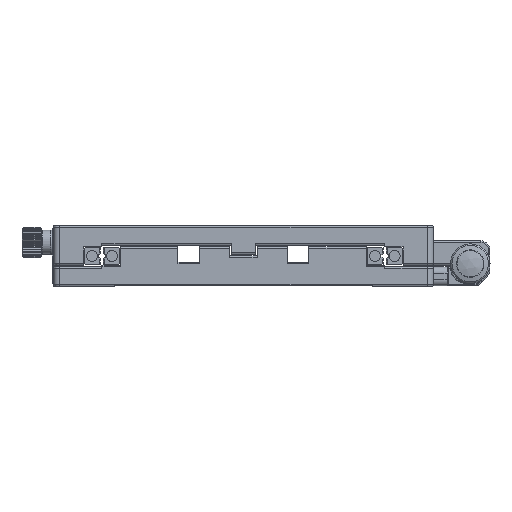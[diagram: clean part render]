
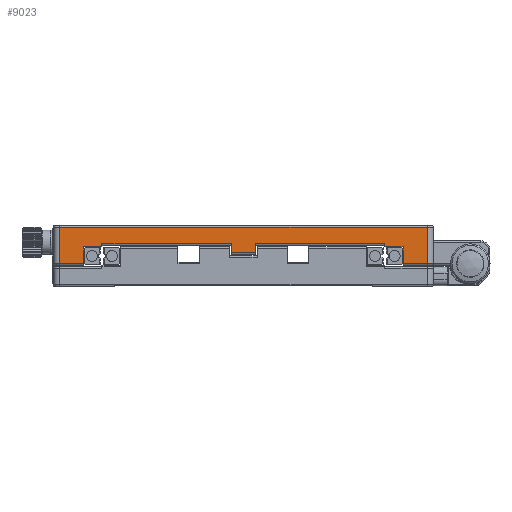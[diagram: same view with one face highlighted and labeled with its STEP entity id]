
A CAD part, front view. The second image highlights one B-rep face of the part: STEP entity #9023.
In plain terms, the highlighted planar face has unit normal (0, -1, 0).
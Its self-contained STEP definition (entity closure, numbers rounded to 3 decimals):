
#10 = VECTOR ( 'NONE', #18824, 1000. ) ;
#46 = LINE ( 'NONE', #24142, #5015 ) ;
#558 = VECTOR ( 'NONE', #29376, 1000. ) ;
#1357 = VECTOR ( 'NONE', #17520, 1000. ) ;
#1512 = VERTEX_POINT ( 'NONE', #5021 ) ;
#2232 = ORIENTED_EDGE ( 'NONE', *, *, #7159, .F. ) ;
#2772 = EDGE_CURVE ( 'NONE', #16550, #27746, #27976, .T. ) ;
#2913 = ORIENTED_EDGE ( 'NONE', *, *, #26648, .T. ) ;
#2998 = CARTESIAN_POINT ( 'NONE',  ( -4., -62.5, 11. ) ) ;
#3545 = CARTESIAN_POINT ( 'NONE',  ( 4., -62.5, 14. ) ) ;
#3625 = CARTESIAN_POINT ( 'NONE',  ( 52.5, -62.5, 13. ) ) ;
#3860 = VERTEX_POINT ( 'NONE', #21362 ) ;
#4057 = ORIENTED_EDGE ( 'NONE', *, *, #4491, .T. ) ;
#4350 = CARTESIAN_POINT ( 'NONE',  ( -52.5, -62.5, 13. ) ) ;
#4372 = VERTEX_POINT ( 'NONE', #3545 ) ;
#4491 = EDGE_CURVE ( 'NONE', #20056, #20798, #4830, .T. ) ;
#4665 = LINE ( 'NONE', #19852, #1357 ) ;
#4775 = VECTOR ( 'NONE', #7748, 1000. ) ;
#4830 = LINE ( 'NONE', #9606, #31612 ) ;
#5015 = VECTOR ( 'NONE', #5226, 1000. ) ;
#5021 = CARTESIAN_POINT ( 'NONE',  ( -60.5, -62.5, 7.5 ) ) ;
#5075 = DIRECTION ( 'NONE',  ( 0., 1., 0. ) ) ;
#5158 = EDGE_CURVE ( 'NONE', #14159, #30884, #4665, .T. ) ;
#5226 = DIRECTION ( 'NONE',  ( 1., 0., 0. ) ) ;
#5794 = ORIENTED_EDGE ( 'NONE', *, *, #9406, .T. ) ;
#5949 = LINE ( 'NONE', #24355, #31452 ) ;
#5953 = CARTESIAN_POINT ( 'NONE',  ( -4., -62.5, 14. ) ) ;
#6224 = ORIENTED_EDGE ( 'NONE', *, *, #2772, .F. ) ;
#6251 = DIRECTION ( 'NONE',  ( -1., 0., 0. ) ) ;
#6255 = CARTESIAN_POINT ( 'NONE',  ( 52.5, -62.5, 13. ) ) ;
#6647 = CARTESIAN_POINT ( 'NONE',  ( 46.5, -62.5, 14. ) ) ;
#7092 = CARTESIAN_POINT ( 'NONE',  ( 46.5, -62.5, 139.159 ) ) ;
#7159 = EDGE_CURVE ( 'NONE', #27746, #14159, #23672, .T. ) ;
#7267 = VERTEX_POINT ( 'NONE', #3625 ) ;
#7596 = VECTOR ( 'NONE', #8620, 1000. ) ;
#7608 = DIRECTION ( 'NONE',  ( 0., 0., -1. ) ) ;
#7617 = EDGE_CURVE ( 'NONE', #4372, #28805, #34049, .T. ) ;
#7748 = DIRECTION ( 'NONE',  ( 1., 0., 0. ) ) ;
#8224 = CARTESIAN_POINT ( 'NONE',  ( 46.5, -62.5, 14. ) ) ;
#8444 = CARTESIAN_POINT ( 'NONE',  ( -40.5, -62.5, 13. ) ) ;
#8620 = DIRECTION ( 'NONE',  ( 1., 0., 0. ) ) ;
#9023 = ADVANCED_FACE ( 'NONE', ( #9202 ), #15704, .F. ) ;
#9202 = FACE_OUTER_BOUND ( 'NONE', #12994, .T. ) ;
#9349 = ORIENTED_EDGE ( 'NONE', *, *, #12042, .T. ) ;
#9406 = EDGE_CURVE ( 'NONE', #34331, #24707, #30511, .T. ) ;
#9549 = VERTEX_POINT ( 'NONE', #17911 ) ;
#9600 = CARTESIAN_POINT ( 'NONE',  ( 60.5, -62.5, 7. ) ) ;
#9606 = CARTESIAN_POINT ( 'NONE',  ( 4., -62.5, 11. ) ) ;
#10045 = EDGE_CURVE ( 'NONE', #28805, #12863, #17434, .T. ) ;
#10225 = VECTOR ( 'NONE', #7608, 1000. ) ;
#10887 = CARTESIAN_POINT ( 'NONE',  ( -60.5, -62.5, 19.5 ) ) ;
#12042 = EDGE_CURVE ( 'NONE', #16550, #9549, #12230, .T. ) ;
#12230 = LINE ( 'NONE', #5953, #7596 ) ;
#12636 = CARTESIAN_POINT ( 'NONE',  ( 60.5, -62.5, 7.5 ) ) ;
#12793 = EDGE_CURVE ( 'NONE', #7267, #3860, #25675, .T. ) ;
#12844 = CARTESIAN_POINT ( 'NONE',  ( -60.5, -62.5, 7. ) ) ;
#12863 = VERTEX_POINT ( 'NONE', #28037 ) ;
#12994 = EDGE_LOOP ( 'NONE', ( #31374, #16822, #21188, #2232, #6224, #9349, #19977, #4057, #33289, #32973, #32281, #16208, #22695, #33594, #5794, #2913 ) ) ;
#13777 = EDGE_CURVE ( 'NONE', #7267, #12863, #26803, .T. ) ;
#14159 = VERTEX_POINT ( 'NONE', #4350 ) ;
#14474 = VECTOR ( 'NONE', #24667, 1000. ) ;
#14589 = LINE ( 'NONE', #27965, #31334 ) ;
#14811 = EDGE_CURVE ( 'NONE', #3860, #34331, #46, .T. ) ;
#15094 = LINE ( 'NONE', #18552, #558 ) ;
#15704 = PLANE ( 'NONE',  #26892 ) ;
#15948 = VECTOR ( 'NONE', #27632, 1000. ) ;
#16208 = ORIENTED_EDGE ( 'NONE', *, *, #13777, .F. ) ;
#16550 = VERTEX_POINT ( 'NONE', #32520 ) ;
#16822 = ORIENTED_EDGE ( 'NONE', *, *, #33322, .T. ) ;
#17055 = VECTOR ( 'NONE', #31538, 1000. ) ;
#17434 = LINE ( 'NONE', #7092, #29539 ) ;
#17520 = DIRECTION ( 'NONE',  ( 0., 0., -1. ) ) ;
#17911 = CARTESIAN_POINT ( 'NONE',  ( -4., -62.5, 14. ) ) ;
#18552 = CARTESIAN_POINT ( 'NONE',  ( -4., -62.5, 13.5 ) ) ;
#18824 = DIRECTION ( 'NONE',  ( 0., 0., -1. ) ) ;
#19503 = DIRECTION ( 'NONE',  ( 0., 0., -1. ) ) ;
#19852 = CARTESIAN_POINT ( 'NONE',  ( -52.5, -62.5, 13. ) ) ;
#19977 = ORIENTED_EDGE ( 'NONE', *, *, #26469, .F. ) ;
#20056 = VERTEX_POINT ( 'NONE', #2998 ) ;
#20539 = DIRECTION ( 'NONE',  ( 0., 0., -1. ) ) ;
#20798 = VERTEX_POINT ( 'NONE', #31918 ) ;
#21188 = ORIENTED_EDGE ( 'NONE', *, *, #5158, .F. ) ;
#21362 = CARTESIAN_POINT ( 'NONE',  ( 52.5, -62.5, 7.5 ) ) ;
#21694 = DIRECTION ( 'NONE',  ( 1., 0., 0. ) ) ;
#22609 = CARTESIAN_POINT ( 'NONE',  ( -46.5, -62.5, 13. ) ) ;
#22695 = ORIENTED_EDGE ( 'NONE', *, *, #12793, .T. ) ;
#23287 = LINE ( 'NONE', #12844, #17055 ) ;
#23669 = EDGE_CURVE ( 'NONE', #4372, #20798, #28382, .T. ) ;
#23672 = LINE ( 'NONE', #8444, #14474 ) ;
#24142 = CARTESIAN_POINT ( 'NONE',  ( 60.5, -62.5, 7.5 ) ) ;
#24355 = CARTESIAN_POINT ( 'NONE',  ( -52.5, -62.5, 7.5 ) ) ;
#24667 = DIRECTION ( 'NONE',  ( -1., 0., 0. ) ) ;
#24707 = VERTEX_POINT ( 'NONE', #33853 ) ;
#25498 = DIRECTION ( 'NONE',  ( 1., 0., 0. ) ) ;
#25675 = LINE ( 'NONE', #29329, #10225 ) ;
#26329 = CARTESIAN_POINT ( 'NONE',  ( 62.5, -62.5, 7. ) ) ;
#26469 = EDGE_CURVE ( 'NONE', #20056, #9549, #15094, .T. ) ;
#26648 = EDGE_CURVE ( 'NONE', #24707, #32503, #14589, .T. ) ;
#26728 = CARTESIAN_POINT ( 'NONE',  ( 4., -62.5, 13.5 ) ) ;
#26803 = LINE ( 'NONE', #6255, #15948 ) ;
#26892 = AXIS2_PLACEMENT_3D ( 'NONE', #26329, #5075, #34545 ) ;
#27275 = EDGE_CURVE ( 'NONE', #32503, #1512, #23287, .T. ) ;
#27632 = DIRECTION ( 'NONE',  ( -1., 0., 0. ) ) ;
#27746 = VERTEX_POINT ( 'NONE', #22609 ) ;
#27965 = CARTESIAN_POINT ( 'NONE',  ( 62.5, -62.5, 19.5 ) ) ;
#27976 = LINE ( 'NONE', #30116, #31751 ) ;
#28037 = CARTESIAN_POINT ( 'NONE',  ( 46.5, -62.5, 13. ) ) ;
#28179 = DIRECTION ( 'NONE',  ( 0., 0., 1. ) ) ;
#28382 = LINE ( 'NONE', #26728, #10 ) ;
#28805 = VERTEX_POINT ( 'NONE', #6647 ) ;
#29329 = CARTESIAN_POINT ( 'NONE',  ( 52.5, -62.5, 13. ) ) ;
#29376 = DIRECTION ( 'NONE',  ( 0., 0., 1. ) ) ;
#29539 = VECTOR ( 'NONE', #20539, 1000. ) ;
#29652 = VECTOR ( 'NONE', #28179, 1000. ) ;
#30116 = CARTESIAN_POINT ( 'NONE',  ( -46.5, -62.5, 139.159 ) ) ;
#30511 = LINE ( 'NONE', #9600, #29652 ) ;
#30532 = CARTESIAN_POINT ( 'NONE',  ( -52.5, -62.5, 7.5 ) ) ;
#30884 = VERTEX_POINT ( 'NONE', #30532 ) ;
#31334 = VECTOR ( 'NONE', #6251, 1000. ) ;
#31374 = ORIENTED_EDGE ( 'NONE', *, *, #27275, .T. ) ;
#31452 = VECTOR ( 'NONE', #21694, 1000. ) ;
#31538 = DIRECTION ( 'NONE',  ( 0., 0., -1. ) ) ;
#31612 = VECTOR ( 'NONE', #25498, 1000. ) ;
#31751 = VECTOR ( 'NONE', #19503, 1000. ) ;
#31918 = CARTESIAN_POINT ( 'NONE',  ( 4., -62.5, 11. ) ) ;
#32281 = ORIENTED_EDGE ( 'NONE', *, *, #10045, .T. ) ;
#32503 = VERTEX_POINT ( 'NONE', #10887 ) ;
#32520 = CARTESIAN_POINT ( 'NONE',  ( -46.5, -62.5, 14. ) ) ;
#32973 = ORIENTED_EDGE ( 'NONE', *, *, #7617, .T. ) ;
#33289 = ORIENTED_EDGE ( 'NONE', *, *, #23669, .F. ) ;
#33322 = EDGE_CURVE ( 'NONE', #1512, #30884, #5949, .T. ) ;
#33594 = ORIENTED_EDGE ( 'NONE', *, *, #14811, .T. ) ;
#33853 = CARTESIAN_POINT ( 'NONE',  ( 60.5, -62.5, 19.5 ) ) ;
#34049 = LINE ( 'NONE', #8224, #4775 ) ;
#34331 = VERTEX_POINT ( 'NONE', #12636 ) ;
#34545 = DIRECTION ( 'NONE',  ( 0., 0., -1. ) ) ;
